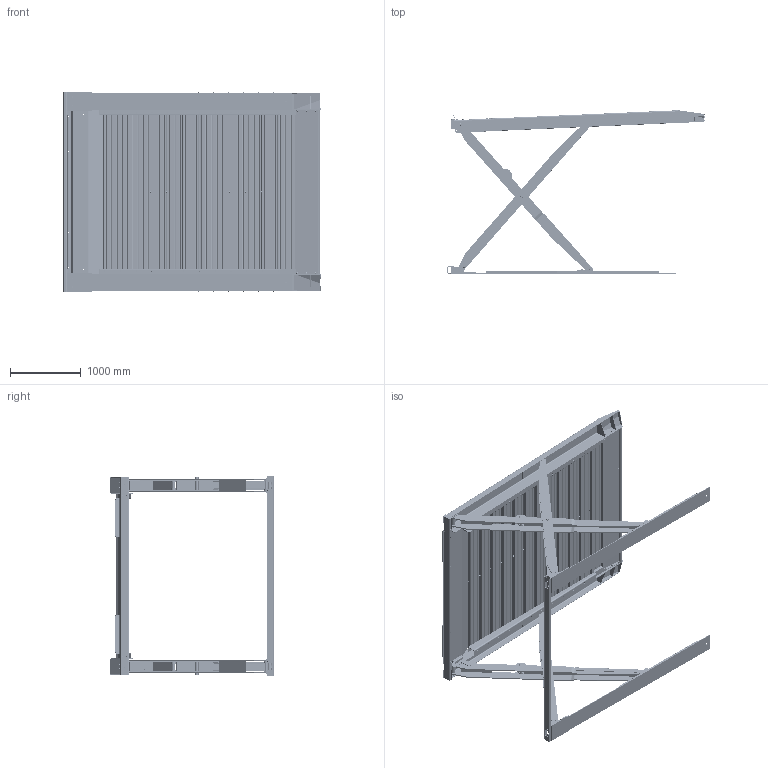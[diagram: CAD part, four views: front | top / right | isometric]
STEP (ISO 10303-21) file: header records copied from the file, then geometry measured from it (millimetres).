
FILE_DESCRIPTION (( 'STEP AP214' ), '1' );
FILE_NAME ('A6W.STEP', '2021-03-16T14:44:41', ( '' ), ( '' ), 'SwSTEP 2.0', 'SolidWorks 2016', '' );
FILE_SCHEMA (( 'AUTOMOTIVE_DESIGN' ));
Length unit declared in the file: millimetre
Products named in the file (118): 5530076_M12 x 1.5 x 70; 5746403; 5601237; 5601077; 5540023; 5215856; 5746386; 5700244; 5736956; 5530324; 5565043; 5545341_WASHER M10 x O20 FLAT; 5530116_M12x1.75x40; 5530278_5530XX1; 5737056; 5736961; 5716033; 5530776_SHCS M8x1.25x20mm; 5737127; 5746413; 5735608; 5736851; 5736966; 5746427; 5746414; 5736963; 5530065_91239A326; 5620412; 5215463; 5620609; 5746387; 5735572; 5601396; 5766074; 5620410; 5530010_HHB. M8 x 1.25 x 25mm; 5745008; 5736960; 5737074; 5721024 ...
Assembly tree (505 placements, depth 6):
  A6W
    5215855
      5215463
        5601072
          5620411
            5736851
            5736956  x2
            5736964  x5
            5736959  x2
          5620410
            5736957
            5736958  x2
            5721024  x2
            5737127
        5716033  x2
        5530315_92010A540  x14
        5545341_WASHER M10 x O20 FLAT  x14
        5535001_NUT, M8 x 1.25 NL  x14
      5215853
        5601396
          5746417
          5737137_+100  x2
          5746407  x2
          5565045  x2
          5746419
          5700185
          5700194
        5755144
        5746404  x2
        5565046_Defalt  x2
        5540023  x2
        5746402
        5746403  x2
        5530108  x2
      5215461
        5601078
          5735569
          5736976
          5736843
          5746383  x2
          5746386
          5565043  x2
          5746387
          5565044  x2
          5700148
          5700149
        5746404  x2
        5565046_Defalt  x2
        5746406
        5601077
          5755143
          5736965
          5736964
          5736963
          5745008
        5746415  x2
        5540023  x2
        5746427  x2
        5530278_5530XX1  x2
      5601080
Bounding box: 3641.07 x 2310.9 x 2827 mm (x, y, z)
Volume: 167485914.9 mm3; surface area: 59635932.1 mm2
Topology: 644 solids, 650 shells, 11229 faces, 26634 edges, 16550 vertices
Faces by surface type: plane 4636, cylinder 3252, cone 2908, sphere 232, torus 124, bspline 77
Entity records: 77546 total; most frequent: CARTESIAN_POINT 17769, DIRECTION 11368, ORIENTED_EDGE 9882, EDGE_CURVE 4941, AXIS2_PLACEMENT_3D 4321, VERTEX_POINT 3178, LINE 2726, VECTOR 2726
